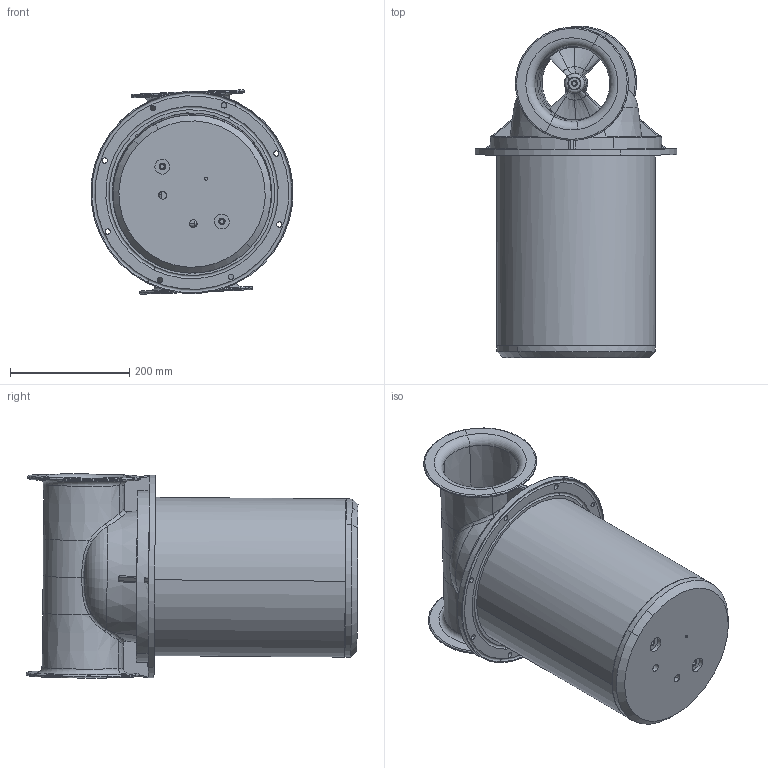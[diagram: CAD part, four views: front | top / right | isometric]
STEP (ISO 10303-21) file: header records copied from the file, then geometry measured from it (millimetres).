
FILE_DESCRIPTION(('CATIA V5 STEP Exchange'),'2;1');
FILE_NAME('Stern Pod CT45-2.stp','2014-11-21T07:20:25+00:00',('none'),('none'),'CATIA Version 5 Release 21 GA (IN-10)','CATIA V5 STEP AP203','none');
FILE_SCHEMA(('CONFIG_CONTROL_DESIGN'));
Products named in the file (1): Stern Pod CT45
Bounding box: 339.18 x 557.64 x 342.96 mm (x, y, z)
Volume: 7770123.1 mm3; surface area: 1618296.7 mm2
Topology: 9 solids, 905 shells, 1497 faces, 6100 edges, 5556 vertices
Faces by surface type: bspline 458, cylinder 405, plane 403, revolution 102, cone 85, torus 44
Entity records: 80991 total; most frequent: CARTESIAN_POINT 39806, ORIENTED_EDGE 7580, EDGE_CURVE 6091, VERTEX_POINT 5563, DIRECTION 4297, B_SPLINE_CURVE_WITH_KNOTS 3588, AXIS2_PLACEMENT_3D 1781, EDGE_LOOP 1628
